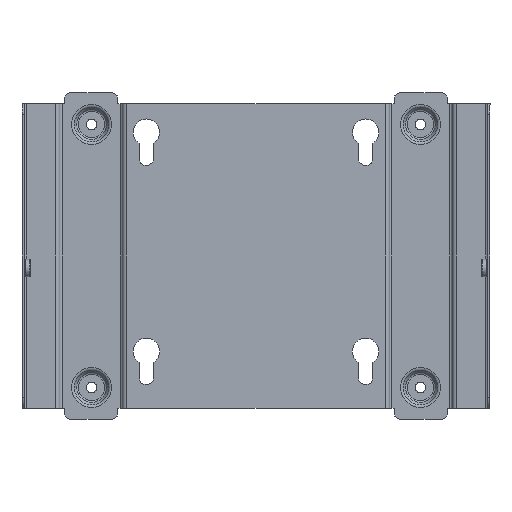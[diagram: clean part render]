
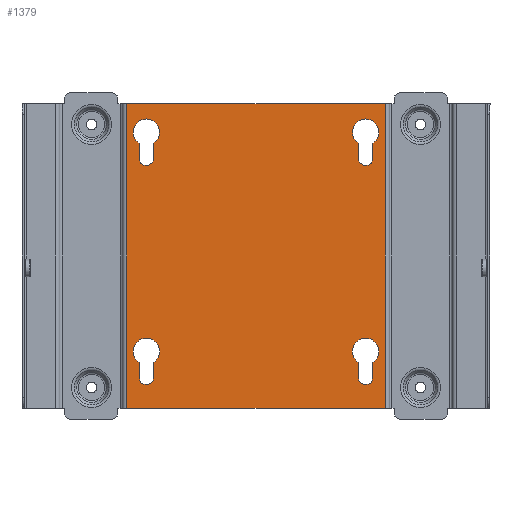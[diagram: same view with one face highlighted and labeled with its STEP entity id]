
A CAD part, front view. The second image highlights one B-rep face of the part: STEP entity #1379.
In plain terms, the highlighted face is planar.
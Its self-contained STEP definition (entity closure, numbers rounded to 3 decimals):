
#1168=FACE_BOUND('',#1699,.T.);
#1169=FACE_BOUND('',#1700,.T.);
#1170=FACE_BOUND('',#1701,.T.);
#1171=FACE_BOUND('',#1702,.T.);
#1172=FACE_BOUND('',#1703,.T.);
#1248=PLANE('',#3655);
#1379=ADVANCED_FACE('',(#1168,#1169,#1170,#1171,#1172),#1248,.T.);
#1699=EDGE_LOOP('',(#2451,#2452,#2453,#2454));
#1700=EDGE_LOOP('',(#2455,#2456,#2457,#2458));
#1701=EDGE_LOOP('',(#2459,#2460,#2461,#2462));
#1702=EDGE_LOOP('',(#2463,#2464,#2465,#2466));
#1703=EDGE_LOOP('',(#2467,#2468,#2469,#2470));
#1722=CIRCLE('',#3404,3.25);
#1724=CIRCLE('',#3409,6.);
#1726=CIRCLE('',#3412,3.25);
#1728=CIRCLE('',#3417,6.);
#1730=CIRCLE('',#3420,3.25);
#1732=CIRCLE('',#3425,6.);
#1734=CIRCLE('',#3428,3.25);
#1736=CIRCLE('',#3433,6.);
#2451=ORIENTED_EDGE('',*,*,#2764,.T.);
#2452=ORIENTED_EDGE('',*,*,#2758,.T.);
#2453=ORIENTED_EDGE('',*,*,#2755,.T.);
#2454=ORIENTED_EDGE('',*,*,#2762,.T.);
#2455=ORIENTED_EDGE('',*,*,#2752,.T.);
#2456=ORIENTED_EDGE('',*,*,#2746,.T.);
#2457=ORIENTED_EDGE('',*,*,#2743,.T.);
#2458=ORIENTED_EDGE('',*,*,#2750,.T.);
#2459=ORIENTED_EDGE('',*,*,#2740,.T.);
#2460=ORIENTED_EDGE('',*,*,#2734,.T.);
#2461=ORIENTED_EDGE('',*,*,#2731,.T.);
#2462=ORIENTED_EDGE('',*,*,#2738,.T.);
#2463=ORIENTED_EDGE('',*,*,#2728,.T.);
#2464=ORIENTED_EDGE('',*,*,#2722,.T.);
#2465=ORIENTED_EDGE('',*,*,#2719,.T.);
#2466=ORIENTED_EDGE('',*,*,#2726,.T.);
#2467=ORIENTED_EDGE('',*,*,#2977,.T.);
#2468=ORIENTED_EDGE('',*,*,#3019,.F.);
#2469=ORIENTED_EDGE('',*,*,#2989,.T.);
#2470=ORIENTED_EDGE('',*,*,#3020,.F.);
#2490=VERTEX_POINT('',#4412);
#2491=VERTEX_POINT('',#4414);
#2493=VERTEX_POINT('',#4420);
#2496=VERTEX_POINT('',#4427);
#2498=VERTEX_POINT('',#4436);
#2499=VERTEX_POINT('',#4438);
#2501=VERTEX_POINT('',#4444);
#2504=VERTEX_POINT('',#4451);
#2506=VERTEX_POINT('',#4460);
#2507=VERTEX_POINT('',#4462);
#2509=VERTEX_POINT('',#4468);
#2512=VERTEX_POINT('',#4475);
#2514=VERTEX_POINT('',#4484);
#2515=VERTEX_POINT('',#4486);
#2517=VERTEX_POINT('',#4492);
#2520=VERTEX_POINT('',#4499);
#2691=VERTEX_POINT('',#4975);
#2693=VERTEX_POINT('',#4978);
#2700=VERTEX_POINT('',#4997);
#2702=VERTEX_POINT('',#5001);
#2719=EDGE_CURVE('',#2491,#2490,#1722,.T.);
#2722=EDGE_CURVE('',#2493,#2491,#3037,.T.);
#2726=EDGE_CURVE('',#2490,#2496,#3041,.T.);
#2728=EDGE_CURVE('',#2496,#2493,#1724,.T.);
#2731=EDGE_CURVE('',#2499,#2498,#1726,.T.);
#2734=EDGE_CURVE('',#2501,#2499,#3045,.T.);
#2738=EDGE_CURVE('',#2498,#2504,#3049,.T.);
#2740=EDGE_CURVE('',#2504,#2501,#1728,.T.);
#2743=EDGE_CURVE('',#2507,#2506,#1730,.T.);
#2746=EDGE_CURVE('',#2509,#2507,#3053,.T.);
#2750=EDGE_CURVE('',#2506,#2512,#3057,.T.);
#2752=EDGE_CURVE('',#2512,#2509,#1732,.T.);
#2755=EDGE_CURVE('',#2515,#2514,#1734,.T.);
#2758=EDGE_CURVE('',#2517,#2515,#3061,.T.);
#2762=EDGE_CURVE('',#2514,#2520,#3065,.T.);
#2764=EDGE_CURVE('',#2520,#2517,#1736,.T.);
#2977=EDGE_CURVE('',#2693,#2691,#3183,.T.);
#2989=EDGE_CURVE('',#2700,#2702,#3190,.T.);
#3019=EDGE_CURVE('',#2700,#2691,#3216,.T.);
#3020=EDGE_CURVE('',#2693,#2702,#3217,.T.);
#3037=LINE('',#4419,#3221);
#3041=LINE('',#4428,#3225);
#3045=LINE('',#4443,#3229);
#3049=LINE('',#4452,#3233);
#3053=LINE('',#4467,#3237);
#3057=LINE('',#4476,#3241);
#3061=LINE('',#4491,#3245);
#3065=LINE('',#4500,#3249);
#3183=LINE('',#4977,#3367);
#3190=LINE('',#5002,#3374);
#3216=LINE('',#5049,#3400);
#3217=LINE('',#5051,#3401);
#3221=VECTOR('',#3687,1.);
#3225=VECTOR('',#3693,1.);
#3229=VECTOR('',#3711,1.);
#3233=VECTOR('',#3717,1.);
#3237=VECTOR('',#3735,1.);
#3241=VECTOR('',#3741,1.);
#3245=VECTOR('',#3759,1.);
#3249=VECTOR('',#3765,1.);
#3367=VECTOR('',#4257,1.);
#3374=VECTOR('',#4280,1.);
#3400=VECTOR('',#4336,1.);
#3401=VECTOR('',#4339,1.);
#3404=AXIS2_PLACEMENT_3D('',#4413,#3680,#3681);
#3409=AXIS2_PLACEMENT_3D('',#4431,#3697,#3698);
#3412=AXIS2_PLACEMENT_3D('',#4437,#3704,#3705);
#3417=AXIS2_PLACEMENT_3D('',#4455,#3721,#3722);
#3420=AXIS2_PLACEMENT_3D('',#4461,#3728,#3729);
#3425=AXIS2_PLACEMENT_3D('',#4479,#3745,#3746);
#3428=AXIS2_PLACEMENT_3D('',#4485,#3752,#3753);
#3433=AXIS2_PLACEMENT_3D('',#4503,#3769,#3770);
#3655=AXIS2_PLACEMENT_3D('',#5065,#4365,#4366);
#3680=DIRECTION('',(0.,0.,-1.));
#3681=DIRECTION('',(1.,0.,0.));
#3687=DIRECTION('',(0.,-1.,0.));
#3693=DIRECTION('',(0.,1.,0.));
#3697=DIRECTION('',(0.,0.,-1.));
#3698=DIRECTION('',(1.,0.,0.));
#3704=DIRECTION('',(0.,0.,-1.));
#3705=DIRECTION('',(1.,0.,0.));
#3711=DIRECTION('',(0.,-1.,0.));
#3717=DIRECTION('',(0.,1.,0.));
#3721=DIRECTION('',(0.,0.,-1.));
#3722=DIRECTION('',(1.,0.,0.));
#3728=DIRECTION('',(0.,0.,-1.));
#3729=DIRECTION('',(1.,0.,0.));
#3735=DIRECTION('',(0.,-1.,0.));
#3741=DIRECTION('',(0.,1.,0.));
#3745=DIRECTION('',(0.,0.,-1.));
#3746=DIRECTION('',(1.,0.,0.));
#3752=DIRECTION('',(0.,0.,-1.));
#3753=DIRECTION('',(1.,0.,0.));
#3759=DIRECTION('',(0.,-1.,0.));
#3765=DIRECTION('',(0.,1.,0.));
#3769=DIRECTION('',(0.,0.,-1.));
#3770=DIRECTION('',(1.,0.,0.));
#4257=DIRECTION('',(0.,-1.,0.));
#4280=DIRECTION('',(0.,1.,0.));
#4336=DIRECTION('',(-1.,0.,0.));
#4339=DIRECTION('',(1.,0.,0.));
#4365=DIRECTION('',(0.,0.,1.));
#4366=DIRECTION('',(1.,0.,0.));
#4412=CARTESIAN_POINT('',(-53.25,50.,0.));
#4413=CARTESIAN_POINT('',(-50.,50.,0.));
#4414=CARTESIAN_POINT('',(-46.75,50.,0.));
#4419=CARTESIAN_POINT('',(-46.75,56.956,0.));
#4420=CARTESIAN_POINT('',(-46.75,56.956,0.));
#4427=CARTESIAN_POINT('',(-53.25,56.956,0.));
#4428=CARTESIAN_POINT('',(-53.25,50.,0.));
#4431=CARTESIAN_POINT('',(-50.,62.,0.));
#4436=CARTESIAN_POINT('',(46.75,-50.,0.));
#4437=CARTESIAN_POINT('',(50.,-50.,0.));
#4438=CARTESIAN_POINT('',(53.25,-50.,0.));
#4443=CARTESIAN_POINT('',(53.25,-43.044,0.));
#4444=CARTESIAN_POINT('',(53.25,-43.044,0.));
#4451=CARTESIAN_POINT('',(46.75,-43.044,0.));
#4452=CARTESIAN_POINT('',(46.75,-50.,0.));
#4455=CARTESIAN_POINT('',(50.,-38.,0.));
#4460=CARTESIAN_POINT('',(46.75,50.,0.));
#4461=CARTESIAN_POINT('',(50.,50.,0.));
#4462=CARTESIAN_POINT('',(53.25,50.,0.));
#4467=CARTESIAN_POINT('',(53.25,56.956,0.));
#4468=CARTESIAN_POINT('',(53.25,56.956,0.));
#4475=CARTESIAN_POINT('',(46.75,56.956,0.));
#4476=CARTESIAN_POINT('',(46.75,50.,0.));
#4479=CARTESIAN_POINT('',(50.,62.,0.));
#4484=CARTESIAN_POINT('',(-53.25,-50.,0.));
#4485=CARTESIAN_POINT('',(-50.,-50.,0.));
#4486=CARTESIAN_POINT('',(-46.75,-50.,0.));
#4491=CARTESIAN_POINT('',(-46.75,-43.044,0.));
#4492=CARTESIAN_POINT('',(-46.75,-43.044,0.));
#4499=CARTESIAN_POINT('',(-53.25,-43.044,0.));
#4500=CARTESIAN_POINT('',(-53.25,-50.,0.));
#4503=CARTESIAN_POINT('',(-50.,-38.,0.));
#4975=CARTESIAN_POINT('',(-59.,-64.,0.));
#4977=CARTESIAN_POINT('',(-59.,60.,0.));
#4978=CARTESIAN_POINT('',(-59.,75.,0.));
#4997=CARTESIAN_POINT('',(59.,-64.,0.));
#5001=CARTESIAN_POINT('',(59.,75.,0.));
#5002=CARTESIAN_POINT('',(59.,-70.2,0.));
#5049=CARTESIAN_POINT('',(0.,-64.,0.));
#5051=CARTESIAN_POINT('',(60.,75.,0.));
#5065=CARTESIAN_POINT('',(0.,0.,0.));
